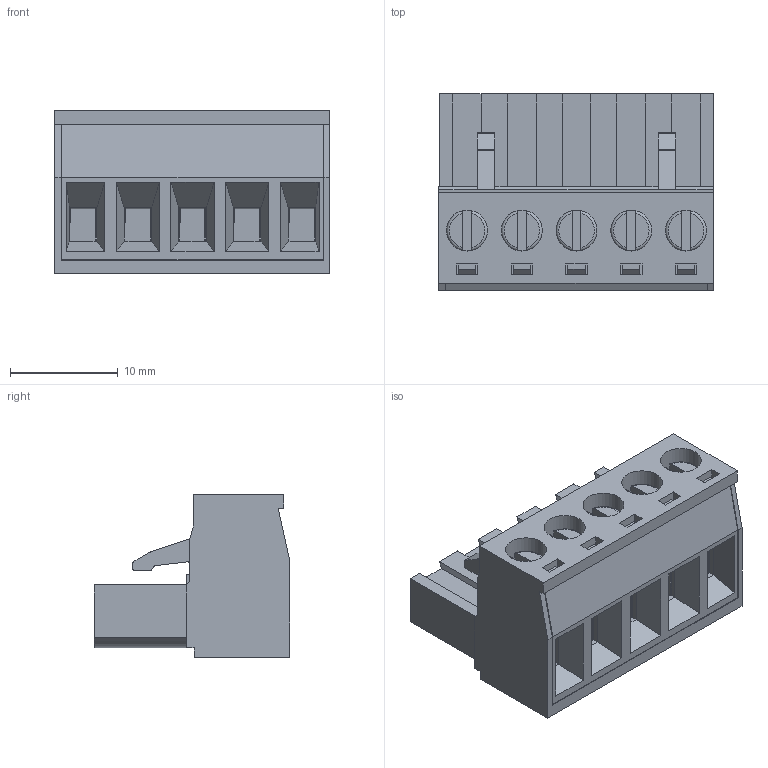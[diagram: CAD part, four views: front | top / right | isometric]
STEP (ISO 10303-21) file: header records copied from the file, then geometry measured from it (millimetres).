
FILE_DESCRIPTION(/* description */ ('Unknown'),/* implementation_level */ '2;1');
FILE_NAME(/* name */ '691351500005',/* time_stamp */ '2021-01-04T16:10:29+01:00',/* author */ ('Unknown'),/* organization */ ('Unknown'),/* preprocessor_version */ 'ST-DEVELOPER v16.7',/* originating_system */ 'DEX',/* authorisation */ $);
FILE_SCHEMA (('AUTOMOTIVE_DESIGN {1 0 10303 214 3 1 1}'));
Length unit declared in the file: millimetre
Products named in the file (6): 6913515000xx; 691351500005; 6913515000xx_CAGE; 6913515000xx_PIN; 6913515000xx_VIS; 691351500005_CAPOT
Assembly tree (17 placements, depth 2):
  6913515000xx
    691351500005
    6913515000xx_CAGE  x5
    6913515000xx_PIN  x5
    6913515000xx_VIS  x5
    691351500005_CAPOT
Bounding box: 25.5 x 18.2 x 15.1 mm (x, y, z)
Volume: 2906.2 mm3; surface area: 8003.6 mm2
Topology: 17 solids, 17 shells, 1190 faces, 3234 edges, 2112 vertices
Faces by surface type: plane 880, cylinder 285, torus 15, cone 10
Full cylindrical faces by diameter (mm): 1.6 x5, 2.2 x5, 2.5 x5, 2.9 x5, 2.95 x5, 3 x5, 3.8 x10
Entity records: 21862 total; most frequent: CARTESIAN_POINT 3815, ORIENTED_EDGE 3690, DIRECTION 3486, EDGE_CURVE 1845, LINE 1612, VECTOR 1612, VERTEX_POINT 1218, AXIS2_PLACEMENT_3D 937
